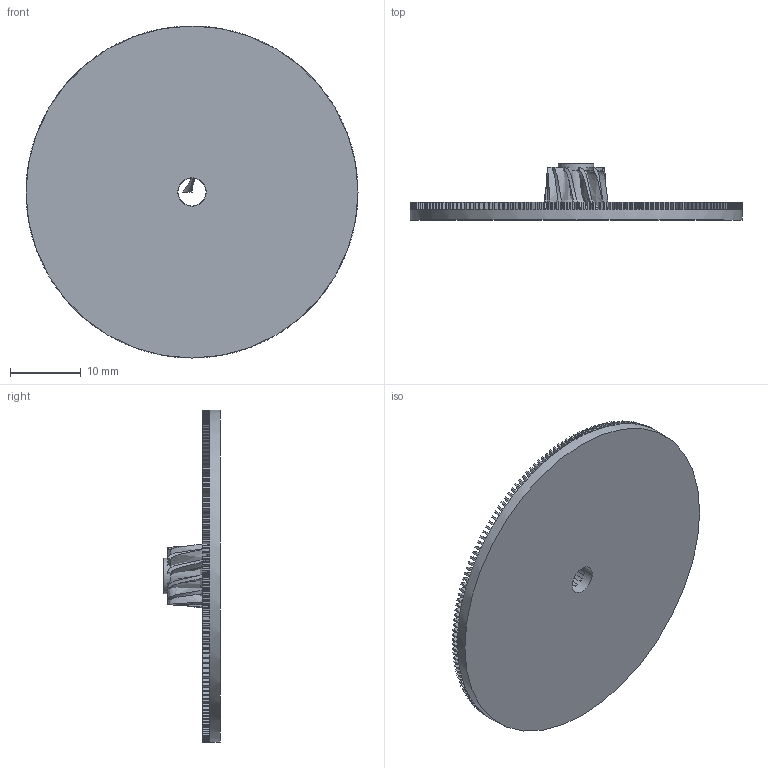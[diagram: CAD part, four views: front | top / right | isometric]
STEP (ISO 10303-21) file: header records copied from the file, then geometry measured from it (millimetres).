
FILE_DESCRIPTION(/* description */ (''),/* implementation_level */ '2;1');
FILE_NAME(/* name */ '',/* time_stamp */ '2025-08-05T17:04:34+03:00',/* author */ ('kvm13'),/* organization */ (''),/* preprocessor_version */ 'ST-DEVELOPER v20',/* originating_system */ 'Autodesk Inventor 2025',/* authorisation */ '');
FILE_SCHEMA (('AUTOMOTIVE_DESIGN { 1 0 10303 214 3 1 1 }'));
Length unit declared in the file: millimetre
Products named in the file (1): Распыляющий диск 
с крылчаткой
Bounding box: 47 x 8 x 47 mm (x, y, z)
Volume: 2901.3 mm3; surface area: 5355.7 mm2
Topology: 13 solids, 14 shells, 1964 faces, 4875 edges, 3133 vertices
Faces by surface type: plane 1887, bspline 62, cylinder 15
Full cylindrical faces by diameter (mm): 4 x1, 5 x1, 47 x1
Entity records: 59287 total; most frequent: CARTESIAN_POINT 12843, ORIENTED_EDGE 9746, DIRECTION 8795, EDGE_CURVE 4875, LINE 4563, VECTOR 4563, VERTEX_POINT 3131, EDGE_LOOP 2159
